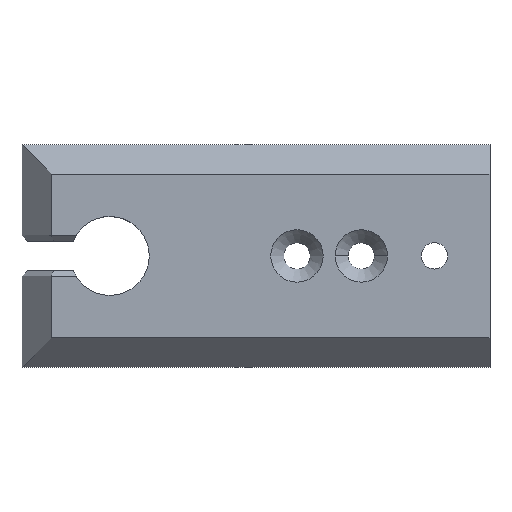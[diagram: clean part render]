
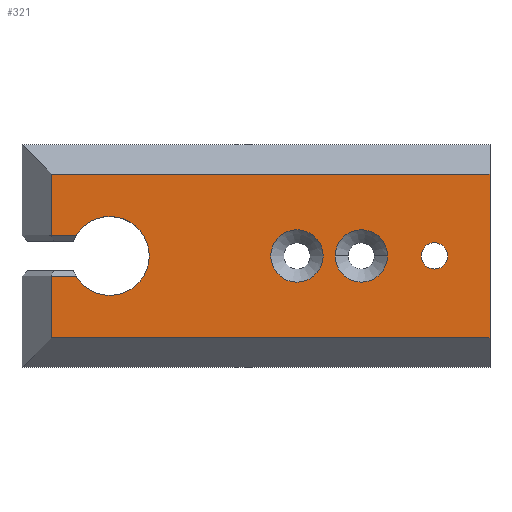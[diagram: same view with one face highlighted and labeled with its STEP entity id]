
A CAD part, top view. The second image highlights one B-rep face of the part: STEP entity #321.
In plain terms, the highlighted planar face has unit normal (0, 0, 1).
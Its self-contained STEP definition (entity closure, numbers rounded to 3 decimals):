
#3 = DIRECTION ( 'NONE',  ( 0., 0., 1. ) ) ;
#19 = DIRECTION ( 'NONE',  ( 0., -1., 0. ) ) ;
#32 = EDGE_LOOP ( 'NONE', ( #233, #229 ) ) ;
#41 = EDGE_CURVE ( 'NONE', #819, #319, #336, .T. ) ;
#51 = CARTESIAN_POINT ( 'NONE',  ( 38.52, 0., 9. ) ) ;
#54 = EDGE_LOOP ( 'NONE', ( #355, #1172, #895, #829, #531, #751, #779, #691, #1007 ) ) ;
#81 = VERTEX_POINT ( 'NONE', #414 ) ;
#87 = CIRCLE ( 'NONE', #1137, 6.75 ) ;
#103 = EDGE_CURVE ( 'NONE', #115, #581, #314, .T. ) ;
#107 = CARTESIAN_POINT ( 'NONE',  ( 47.48, 0., 9. ) ) ;
#111 = AXIS2_PLACEMENT_3D ( 'NONE', #563, #945, #1213 ) ;
#112 = VECTOR ( 'NONE', #587, 1000. ) ;
#115 = VERTEX_POINT ( 'NONE', #713 ) ;
#133 = VECTOR ( 'NONE', #418, 1000. ) ;
#150 = EDGE_CURVE ( 'NONE', #850, #511, #87, .T. ) ;
#178 = ORIENTED_EDGE ( 'NONE', *, *, #898, .F. ) ;
#181 = AXIS2_PLACEMENT_3D ( 'NONE', #348, #517, #986 ) ;
#188 = VERTEX_POINT ( 'NONE', #916 ) ;
#192 = LINE ( 'NONE', #567, #457 ) ;
#198 = AXIS2_PLACEMENT_3D ( 'NONE', #1145, #309, #1060 ) ;
#199 = ORIENTED_EDGE ( 'NONE', *, *, #1143, .F. ) ;
#210 = FACE_OUTER_BOUND ( 'NONE', #54, .T. ) ;
#225 = CARTESIAN_POINT ( 'NONE',  ( -15., -19., 9. ) ) ;
#229 = ORIENTED_EDGE ( 'NONE', *, *, #41, .F. ) ;
#233 = ORIENTED_EDGE ( 'NONE', *, *, #1138, .F. ) ;
#237 = CARTESIAN_POINT ( 'NONE',  ( -5.772, -3.5, 9. ) ) ;
#255 = CARTESIAN_POINT ( 'NONE',  ( 32., 0., 9. ) ) ;
#287 = AXIS2_PLACEMENT_3D ( 'NONE', #1135, #659, #859 ) ;
#299 = FACE_BOUND ( 'NONE', #32, .T. ) ;
#301 = EDGE_CURVE ( 'NONE', #685, #721, #317, .T. ) ;
#306 = LINE ( 'NONE', #959, #643 ) ;
#309 = DIRECTION ( 'NONE',  ( 0., 0., 1. ) ) ;
#313 = CARTESIAN_POINT ( 'NONE',  ( -10., -19., 9. ) ) ;
#314 = CIRCLE ( 'NONE', #1006, 4.48 ) ;
#317 = CIRCLE ( 'NONE', #111, 2.25 ) ;
#319 = VERTEX_POINT ( 'NONE', #107 ) ;
#320 = CIRCLE ( 'NONE', #960, 4.48 ) ;
#321 = ADVANCED_FACE ( 'NONE', ( #210, #299, #387, #660 ), #1220, .T. ) ;
#325 = LINE ( 'NONE', #693, #133 ) ;
#326 = CARTESIAN_POINT ( 'NONE',  ( 32., 0., 9. ) ) ;
#327 = VERTEX_POINT ( 'NONE', #879 ) ;
#336 = CIRCLE ( 'NONE', #198, 4.48 ) ;
#348 = CARTESIAN_POINT ( 'NONE',  ( 0., 0., 9. ) ) ;
#355 = ORIENTED_EDGE ( 'NONE', *, *, #150, .F. ) ;
#365 = EDGE_CURVE ( 'NONE', #188, #975, #306, .T. ) ;
#374 = DIRECTION ( 'NONE',  ( 1., 0., 0. ) ) ;
#382 = CIRCLE ( 'NONE', #287, 2.25 ) ;
#384 = EDGE_CURVE ( 'NONE', #1119, #188, #482, .T. ) ;
#387 = FACE_BOUND ( 'NONE', #948, .T. ) ;
#414 = CARTESIAN_POINT ( 'NONE',  ( -5.772, 3.5, 9. ) ) ;
#418 = DIRECTION ( 'NONE',  ( -1., 0., 0. ) ) ;
#453 = CIRCLE ( 'NONE', #181, 6.75 ) ;
#457 = VECTOR ( 'NONE', #1195, 1000. ) ;
#469 = DIRECTION ( 'NONE',  ( 1., 0., 0. ) ) ;
#473 = AXIS2_PLACEMENT_3D ( 'NONE', #225, #3, #977 ) ;
#481 = CARTESIAN_POINT ( 'NONE',  ( 65., -14., 9. ) ) ;
#482 = LINE ( 'NONE', #860, #112 ) ;
#498 = EDGE_CURVE ( 'NONE', #511, #81, #453, .T. ) ;
#504 = CARTESIAN_POINT ( 'NONE',  ( -10., 3.5, 9. ) ) ;
#511 = VERTEX_POINT ( 'NONE', #1157 ) ;
#517 = DIRECTION ( 'NONE',  ( 0., 0., 1. ) ) ;
#531 = ORIENTED_EDGE ( 'NONE', *, *, #384, .T. ) ;
#537 = DIRECTION ( 'NONE',  ( 0., 0., 1. ) ) ;
#563 = CARTESIAN_POINT ( 'NONE',  ( 55.5, 0., 9. ) ) ;
#567 = CARTESIAN_POINT ( 'NONE',  ( -10., -19., 9. ) ) ;
#581 = VERTEX_POINT ( 'NONE', #1019 ) ;
#587 = DIRECTION ( 'NONE',  ( 0., 1., 0. ) ) ;
#600 = CARTESIAN_POINT ( 'NONE',  ( 57.75, 0., 9. ) ) ;
#634 = CARTESIAN_POINT ( 'NONE',  ( 0., 0., 9. ) ) ;
#640 = EDGE_LOOP ( 'NONE', ( #199, #1024 ) ) ;
#642 = ORIENTED_EDGE ( 'NONE', *, *, #103, .F. ) ;
#643 = VECTOR ( 'NONE', #1052, 1000. ) ;
#659 = DIRECTION ( 'NONE',  ( 0., 0., 1. ) ) ;
#660 = FACE_BOUND ( 'NONE', #640, .T. ) ;
#685 = VERTEX_POINT ( 'NONE', #600 ) ;
#690 = VECTOR ( 'NONE', #19, 1000. ) ;
#691 = ORIENTED_EDGE ( 'NONE', *, *, #937, .T. ) ;
#693 = CARTESIAN_POINT ( 'NONE',  ( -10., -3.5, 9. ) ) ;
#694 = DIRECTION ( 'NONE',  ( 1., 0., 0. ) ) ;
#705 = DIRECTION ( 'NONE',  ( 0., 0., 1. ) ) ;
#713 = CARTESIAN_POINT ( 'NONE',  ( 36.48, 0., 9. ) ) ;
#721 = VERTEX_POINT ( 'NONE', #1144 ) ;
#737 = DIRECTION ( 'NONE',  ( 1., 0., 0. ) ) ;
#751 = ORIENTED_EDGE ( 'NONE', *, *, #365, .T. ) ;
#754 = DIRECTION ( 'NONE',  ( 1., 0., 0. ) ) ;
#759 = DIRECTION ( 'NONE',  ( 0., 0., 1. ) ) ;
#762 = VERTEX_POINT ( 'NONE', #504 ) ;
#772 = EDGE_CURVE ( 'NONE', #850, #1175, #325, .T. ) ;
#779 = ORIENTED_EDGE ( 'NONE', *, *, #1155, .T. ) ;
#780 = LINE ( 'NONE', #313, #690 ) ;
#819 = VERTEX_POINT ( 'NONE', #51 ) ;
#829 = ORIENTED_EDGE ( 'NONE', *, *, #1223, .T. ) ;
#843 = CARTESIAN_POINT ( 'NONE',  ( -5., 3.5, 9. ) ) ;
#850 = VERTEX_POINT ( 'NONE', #237 ) ;
#859 = DIRECTION ( 'NONE',  ( 1., 0., 0. ) ) ;
#860 = CARTESIAN_POINT ( 'NONE',  ( 65., 19., 9. ) ) ;
#865 = CARTESIAN_POINT ( 'NONE',  ( 43., 0., 9. ) ) ;
#879 = CARTESIAN_POINT ( 'NONE',  ( -10., -14., 9. ) ) ;
#894 = DIRECTION ( 'NONE',  ( 1., 0., 0. ) ) ;
#895 = ORIENTED_EDGE ( 'NONE', *, *, #946, .T. ) ;
#898 = EDGE_CURVE ( 'NONE', #581, #115, #976, .T. ) ;
#916 = CARTESIAN_POINT ( 'NONE',  ( 65., 14., 9. ) ) ;
#937 = EDGE_CURVE ( 'NONE', #762, #81, #1214, .T. ) ;
#940 = LINE ( 'NONE', #1190, #978 ) ;
#945 = DIRECTION ( 'NONE',  ( 0., 0., 1. ) ) ;
#946 = EDGE_CURVE ( 'NONE', #1175, #327, #192, .T. ) ;
#948 = EDGE_LOOP ( 'NONE', ( #642, #178 ) ) ;
#956 = VECTOR ( 'NONE', #469, 1000. ) ;
#959 = CARTESIAN_POINT ( 'NONE',  ( -15., 14., 9. ) ) ;
#960 = AXIS2_PLACEMENT_3D ( 'NONE', #865, #759, #754 ) ;
#975 = VERTEX_POINT ( 'NONE', #1041 ) ;
#976 = CIRCLE ( 'NONE', #1102, 4.48 ) ;
#977 = DIRECTION ( 'NONE',  ( 1., 0., 0. ) ) ;
#978 = VECTOR ( 'NONE', #374, 1000. ) ;
#986 = DIRECTION ( 'NONE',  ( 1., 0., 0. ) ) ;
#1006 = AXIS2_PLACEMENT_3D ( 'NONE', #326, #1078, #694 ) ;
#1007 = ORIENTED_EDGE ( 'NONE', *, *, #498, .F. ) ;
#1019 = CARTESIAN_POINT ( 'NONE',  ( 27.52, 0., 9. ) ) ;
#1024 = ORIENTED_EDGE ( 'NONE', *, *, #301, .F. ) ;
#1041 = CARTESIAN_POINT ( 'NONE',  ( -10., 14., 9. ) ) ;
#1052 = DIRECTION ( 'NONE',  ( -1., 0., 0. ) ) ;
#1060 = DIRECTION ( 'NONE',  ( 1., 0., 0. ) ) ;
#1078 = DIRECTION ( 'NONE',  ( 0., 0., 1. ) ) ;
#1095 = CARTESIAN_POINT ( 'NONE',  ( -10., -3.5, 9. ) ) ;
#1102 = AXIS2_PLACEMENT_3D ( 'NONE', #255, #705, #894 ) ;
#1119 = VERTEX_POINT ( 'NONE', #481 ) ;
#1135 = CARTESIAN_POINT ( 'NONE',  ( 55.5, 0., 9. ) ) ;
#1137 = AXIS2_PLACEMENT_3D ( 'NONE', #634, #537, #737 ) ;
#1138 = EDGE_CURVE ( 'NONE', #319, #819, #320, .T. ) ;
#1143 = EDGE_CURVE ( 'NONE', #721, #685, #382, .T. ) ;
#1144 = CARTESIAN_POINT ( 'NONE',  ( 53.25, 0., 9. ) ) ;
#1145 = CARTESIAN_POINT ( 'NONE',  ( 43., 0., 9. ) ) ;
#1155 = EDGE_CURVE ( 'NONE', #975, #762, #780, .T. ) ;
#1157 = CARTESIAN_POINT ( 'NONE',  ( 6.75, 0., 9. ) ) ;
#1172 = ORIENTED_EDGE ( 'NONE', *, *, #772, .T. ) ;
#1175 = VERTEX_POINT ( 'NONE', #1095 ) ;
#1190 = CARTESIAN_POINT ( 'NONE',  ( 65., -14., 9. ) ) ;
#1195 = DIRECTION ( 'NONE',  ( 0., -1., 0. ) ) ;
#1213 = DIRECTION ( 'NONE',  ( 1., 0., 0. ) ) ;
#1214 = LINE ( 'NONE', #843, #956 ) ;
#1220 = PLANE ( 'NONE',  #473 ) ;
#1223 = EDGE_CURVE ( 'NONE', #327, #1119, #940, .T. ) ;
